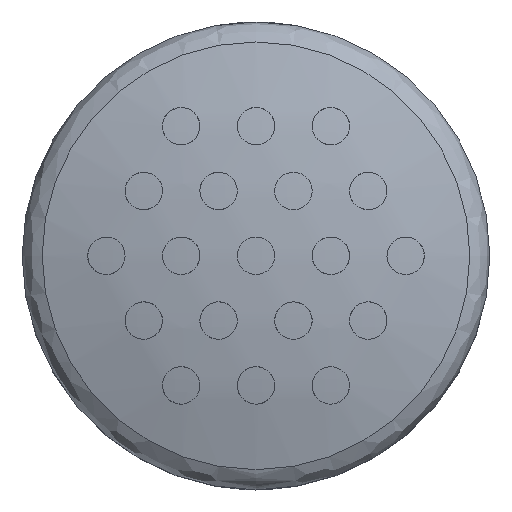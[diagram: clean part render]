
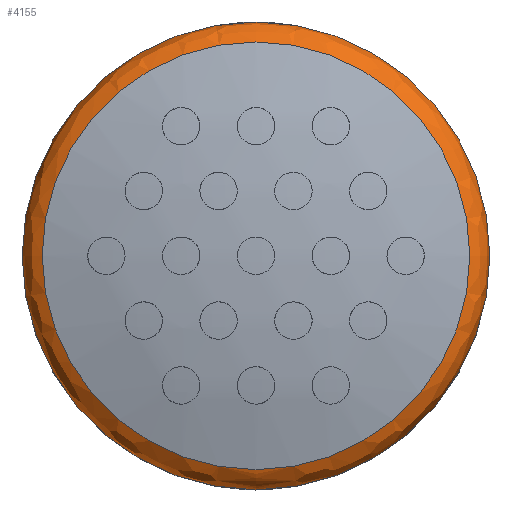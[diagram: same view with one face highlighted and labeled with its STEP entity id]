
A CAD part, top view. The second image highlights one B-rep face of the part: STEP entity #4155.
In plain terms, the highlighted free-form (B-spline) face has degree [3, 3] with [4, 7] control points.
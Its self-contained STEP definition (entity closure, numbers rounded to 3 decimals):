
#44 = CARTESIAN_POINT ( 'NONE',  ( 0., -25., 27.79 ) ) ;
#163 = CARTESIAN_POINT ( 'NONE',  ( 0., -22.857, 30.665 ) ) ;
#189 = DIRECTION ( 'NONE',  ( 0., -1., 0. ) ) ;
#234 = CARTESIAN_POINT ( 'NONE',  ( -45.714, 22.857, 30.665 ) ) ;
#262 = CARTESIAN_POINT ( 'NONE',  ( 45.714, -22.857, 30.665 ) ) ;
#1068 = CARTESIAN_POINT ( 'NONE',  ( 0., -22.857, 30.665 ) ) ;
#1183 = CARTESIAN_POINT ( 'NONE',  ( -50., -25., 27.79 ) ) ;
#1214 = FACE_OUTER_BOUND ( 'NONE', #3924, .T. ) ;
#1245 = CARTESIAN_POINT ( 'NONE',  ( -50., 25., 29.167 ) ) ;
#1684 = CARTESIAN_POINT ( 'NONE',  ( 0., -25., 27.79 ) ) ;
#1704 = VERTEX_POINT ( 'NONE', #44 ) ;
#1719 = CARTESIAN_POINT ( 'NONE',  ( -48.354, 24.177, 30.272 ) ) ;
#1750 = CARTESIAN_POINT ( 'NONE',  ( 48.354, 24.177, 30.272 ) ) ;
#1781 = CARTESIAN_POINT ( 'NONE',  ( 0., 25., 27.79 ) ) ;
#2020 = AXIS2_PLACEMENT_3D ( 'NONE', #3629, #5659, #189 ) ;
#2152 = CARTESIAN_POINT ( 'NONE',  ( 45.714, 22.857, 30.665 ) ) ;
#2206 = VERTEX_POINT ( 'NONE', #1068 ) ;
#2221 = CARTESIAN_POINT ( 'NONE',  ( 0., -22.857, 30.665 ) ) ;
#2278 = CARTESIAN_POINT ( 'NONE',  ( -48.354, -24.177, 30.272 ) ) ;
#2672 = CARTESIAN_POINT ( 'NONE',  ( -50., -25., 29.167 ) ) ;
#3137 = CARTESIAN_POINT ( 'NONE',  ( 0., 22.857, 30.665 ) ) ;
#3243 = CARTESIAN_POINT ( 'NONE',  ( 0., 25., 29.167 ) ) ;
#3272 = CARTESIAN_POINT ( 'NONE',  ( -50., 25., 27.79 ) ) ;
#3629 = CARTESIAN_POINT ( 'NONE',  ( 0., 0., 30.665 ) ) ;
#3711 = CARTESIAN_POINT ( 'NONE',  ( 0., -25., 29.167 ) ) ;
#3743 = CARTESIAN_POINT ( 'NONE',  ( 0., -25., 29.167 ) ) ;
#3775 = CARTESIAN_POINT ( 'NONE',  ( 0., 24.177, 30.272 ) ) ;
#3803 = CARTESIAN_POINT ( 'NONE',  ( 0., -25., 27.79 ) ) ;
#3864 = DIRECTION ( 'NONE',  ( 0., 0., -1. ) ) ;
#3889 = EDGE_LOOP ( 'NONE', ( #5866 ) ) ;
#3924 = EDGE_LOOP ( 'NONE', ( #4385 ) ) ;
#4036 =( BOUNDED_SURFACE ( )  B_SPLINE_SURFACE ( 3, 3, ( 
 ( #2221, #262, #2152, #3137, #234, #5204, #163 ),
 ( #6268, #4169, #1750, #3775, #1719, #2278, #4270 ),
 ( #3743, #6233, #4301, #3243, #1245, #2672, #3711 ),
 ( #1684, #5234, #5736, #1781, #3272, #1183, #3803 ) ),
 .UNSPECIFIED., .F., .T., .T. ) 
 B_SPLINE_SURFACE_WITH_KNOTS ( ( 4, 4 ),
 ( 4, 3, 4 ),
 ( 0., 1. ),
 ( 0., 0.5, 1. ),
 .UNSPECIFIED. ) 
 GEOMETRIC_REPRESENTATION_ITEM ( )  RATIONAL_B_SPLINE_SURFACE ( (
 ( 1., 0.333, 0.333, 1., 0.333, 0.333, 1.),
 ( 0.868, 0.289, 0.289, 0.868, 0.289, 0.289, 0.868),
 ( 0.868, 0.289, 0.289, 0.868, 0.289, 0.289, 0.868),
 ( 1., 0.333, 0.333, 1., 0.333, 0.333, 1.) ) ) 
 REPRESENTATION_ITEM ( '' )  SURFACE ( )  );
#4155 = ADVANCED_FACE ( 'NONE', ( #4795, #1214 ), #4036, .T. ) ;
#4169 = CARTESIAN_POINT ( 'NONE',  ( 48.354, -24.177, 30.272 ) ) ;
#4270 = CARTESIAN_POINT ( 'NONE',  ( 0., -24.177, 30.272 ) ) ;
#4301 = CARTESIAN_POINT ( 'NONE',  ( 50., 25., 29.167 ) ) ;
#4385 = ORIENTED_EDGE ( 'NONE', *, *, #5896, .T. ) ;
#4771 = CIRCLE ( 'NONE', #2020, 22.857 ) ;
#4795 = FACE_OUTER_BOUND ( 'NONE', #3889, .T. ) ;
#4839 = EDGE_CURVE ( 'NONE', #1704, #1704, #5559, .T. ) ;
#4927 = DIRECTION ( 'NONE',  ( 0., -1., 0. ) ) ;
#5204 = CARTESIAN_POINT ( 'NONE',  ( -45.714, -22.857, 30.665 ) ) ;
#5234 = CARTESIAN_POINT ( 'NONE',  ( 50., -25., 27.79 ) ) ;
#5559 = CIRCLE ( 'NONE', #5868, 25. ) ;
#5659 = DIRECTION ( 'NONE',  ( 0., 0., -1. ) ) ;
#5736 = CARTESIAN_POINT ( 'NONE',  ( 50., 25., 27.79 ) ) ;
#5866 = ORIENTED_EDGE ( 'NONE', *, *, #4839, .F. ) ;
#5868 = AXIS2_PLACEMENT_3D ( 'NONE', #6426, #3864, #4927 ) ;
#5896 = EDGE_CURVE ( 'NONE', #2206, #2206, #4771, .T. ) ;
#6233 = CARTESIAN_POINT ( 'NONE',  ( 50., -25., 29.167 ) ) ;
#6268 = CARTESIAN_POINT ( 'NONE',  ( 0., -24.177, 30.272 ) ) ;
#6426 = CARTESIAN_POINT ( 'NONE',  ( 0., 0., 27.79 ) ) ;
